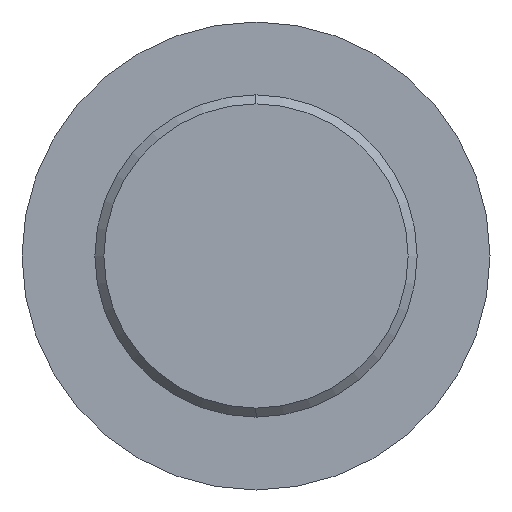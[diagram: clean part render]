
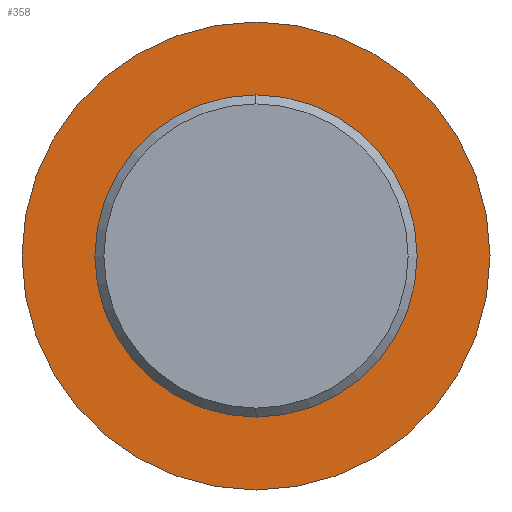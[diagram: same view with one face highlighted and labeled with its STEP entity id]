
A CAD part, left-side view. The second image highlights one B-rep face of the part: STEP entity #358.
In plain terms, the highlighted planar face has unit normal (-1, 0, 0).
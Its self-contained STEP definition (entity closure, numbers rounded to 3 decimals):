
#1 = VERTEX_POINT ( 'NONE', #104 ) ;
#5 = CARTESIAN_POINT ( 'NONE',  ( 11., 8.95, 0. ) ) ;
#18 = CARTESIAN_POINT ( 'NONE',  ( 11., 0., 8.95 ) ) ;
#28 = AXIS2_PLACEMENT_3D ( 'NONE', #82, #264, #45 ) ;
#37 = FACE_OUTER_BOUND ( 'NONE', #381, .T. ) ;
#45 = DIRECTION ( 'NONE',  ( 0., 0., -1. ) ) ;
#50 = DIRECTION ( 'NONE',  ( 1., 0., 0. ) ) ;
#60 = CIRCLE ( 'NONE', #156, 13. ) ;
#82 = CARTESIAN_POINT ( 'NONE',  ( 11., 0., 0. ) ) ;
#91 = EDGE_LOOP ( 'NONE', ( #263, #212 ) ) ;
#104 = CARTESIAN_POINT ( 'NONE',  ( 11., 0., -13. ) ) ;
#110 = DIRECTION ( 'NONE',  ( 1., 0., 0. ) ) ;
#130 = AXIS2_PLACEMENT_3D ( 'NONE', #5, #350, #134 ) ;
#134 = DIRECTION ( 'NONE',  ( 0., 0., 1. ) ) ;
#135 = VERTEX_POINT ( 'NONE', #18 ) ;
#143 = CIRCLE ( 'NONE', #294, 8.95 ) ;
#156 = AXIS2_PLACEMENT_3D ( 'NONE', #176, #391, #250 ) ;
#176 = CARTESIAN_POINT ( 'NONE',  ( 11., 0., 0. ) ) ;
#181 = FACE_BOUND ( 'NONE', #91, .T. ) ;
#199 = VERTEX_POINT ( 'NONE', #387 ) ;
#204 = AXIS2_PLACEMENT_3D ( 'NONE', #311, #110, #338 ) ;
#212 = ORIENTED_EDGE ( 'NONE', *, *, #297, .T. ) ;
#230 = CIRCLE ( 'NONE', #28, 13. ) ;
#243 = DIRECTION ( 'NONE',  ( 0., 0., -1. ) ) ;
#250 = DIRECTION ( 'NONE',  ( 0., 0., -1. ) ) ;
#263 = ORIENTED_EDGE ( 'NONE', *, *, #343, .T. ) ;
#264 = DIRECTION ( 'NONE',  ( 1., 0., 0. ) ) ;
#270 = CARTESIAN_POINT ( 'NONE',  ( 11., 0., 0. ) ) ;
#284 = CARTESIAN_POINT ( 'NONE',  ( 11., 0., -8.95 ) ) ;
#288 = VERTEX_POINT ( 'NONE', #284 ) ;
#294 = AXIS2_PLACEMENT_3D ( 'NONE', #270, #50, #243 ) ;
#297 = EDGE_CURVE ( 'NONE', #135, #288, #326, .T. ) ;
#311 = CARTESIAN_POINT ( 'NONE',  ( 11., 0., 0. ) ) ;
#326 = CIRCLE ( 'NONE', #204, 8.95 ) ;
#331 = PLANE ( 'NONE',  #130 ) ;
#338 = DIRECTION ( 'NONE',  ( 0., 0., -1. ) ) ;
#343 = EDGE_CURVE ( 'NONE', #288, #135, #143, .T. ) ;
#350 = DIRECTION ( 'NONE',  ( -1., 0., 0. ) ) ;
#351 = EDGE_CURVE ( 'NONE', #199, #1, #230, .T. ) ;
#358 = ADVANCED_FACE ( 'NONE', ( #181, #37 ), #331, .T. ) ;
#363 = ORIENTED_EDGE ( 'NONE', *, *, #374, .F. ) ;
#374 = EDGE_CURVE ( 'NONE', #1, #199, #60, .T. ) ;
#378 = ORIENTED_EDGE ( 'NONE', *, *, #351, .F. ) ;
#381 = EDGE_LOOP ( 'NONE', ( #363, #378 ) ) ;
#387 = CARTESIAN_POINT ( 'NONE',  ( 11., 0., 13. ) ) ;
#391 = DIRECTION ( 'NONE',  ( 1., 0., 0. ) ) ;
